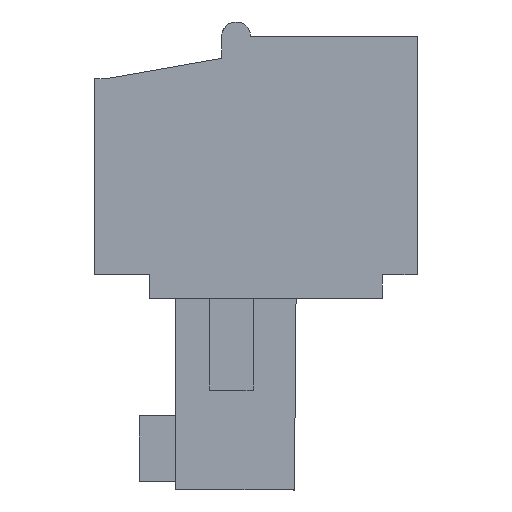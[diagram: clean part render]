
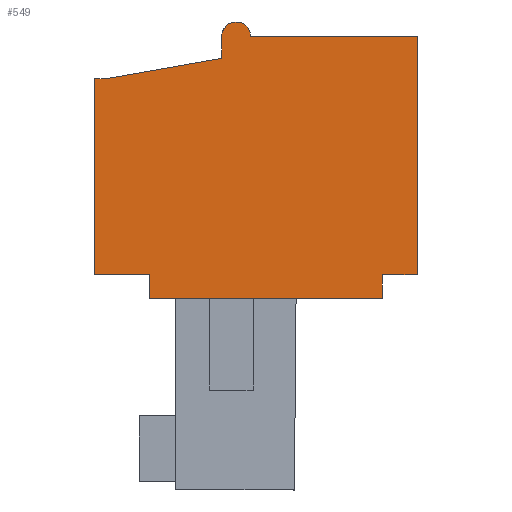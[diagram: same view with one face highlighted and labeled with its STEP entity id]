
A CAD part, left-side view. The second image highlights one B-rep face of the part: STEP entity #549.
In plain terms, the highlighted planar face has unit normal (-1, 0, 0).
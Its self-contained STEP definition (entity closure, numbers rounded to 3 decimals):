
#465=AXIS2_PLACEMENT_3D('Plane Axis2P3D',#462,#463,#464) ;
#483=AXIS2_PLACEMENT_3D('Circle Axis2P3D',#481,#482,$) ;
#40=CARTESIAN_POINT('Vertex',(0.,1.2,7.4)) ;
#45=CARTESIAN_POINT('Line Origine',(0.,1.2,7.)) ;
#49=CARTESIAN_POINT('Vertex',(0.,1.2,6.6)) ;
#390=CARTESIAN_POINT('Vertex',(0.,0.,7.4)) ;
#393=CARTESIAN_POINT('Line Origine',(0.,0.6,7.4)) ;
#462=CARTESIAN_POINT('Axis2P3D Location',(0.,0.,0.)) ;
#467=CARTESIAN_POINT('Line Origine',(0.,0.,11.5)) ;
#471=CARTESIAN_POINT('Vertex',(0.,0.,15.6)) ;
#474=CARTESIAN_POINT('Line Origine',(0.,2.865,15.6)) ;
#478=CARTESIAN_POINT('Vertex',(0.,5.73,15.6)) ;
#481=CARTESIAN_POINT('Axis2P3D Location',(0.,6.23,15.6)) ;
#485=CARTESIAN_POINT('Vertex',(0.,6.73,15.6)) ;
#488=CARTESIAN_POINT('Line Origine',(0.,6.73,15.225)) ;
#492=CARTESIAN_POINT('Vertex',(0.,6.73,14.85)) ;
#495=CARTESIAN_POINT('Line Origine',(0.,8.715,14.5)) ;
#499=CARTESIAN_POINT('Vertex',(0.,10.7,14.15)) ;
#502=CARTESIAN_POINT('Line Origine',(0.,10.9,14.15)) ;
#506=CARTESIAN_POINT('Vertex',(0.,11.1,14.15)) ;
#509=CARTESIAN_POINT('Line Origine',(0.,11.1,10.775)) ;
#513=CARTESIAN_POINT('Vertex',(0.,11.1,7.4)) ;
#516=CARTESIAN_POINT('Line Origine',(0.,10.15,7.4)) ;
#520=CARTESIAN_POINT('Vertex',(0.,9.2,7.4)) ;
#523=CARTESIAN_POINT('Line Origine',(0.,9.2,7.)) ;
#527=CARTESIAN_POINT('Vertex',(0.,9.2,6.6)) ;
#530=CARTESIAN_POINT('Line Origine',(0.,5.2,6.6)) ;
#46=DIRECTION('Vector Direction',(0.,0.,-1.)) ;
#394=DIRECTION('Vector Direction',(0.,1.,0.)) ;
#463=DIRECTION('Axis2P3D Direction',(-1.,0.,0.)) ;
#464=DIRECTION('Axis2P3D XDirection',(0.,0.,1.)) ;
#468=DIRECTION('Vector Direction',(0.,0.,-1.)) ;
#475=DIRECTION('Vector Direction',(0.,-1.,0.)) ;
#482=DIRECTION('Axis2P3D Direction',(-1.,0.,0.)) ;
#489=DIRECTION('Vector Direction',(0.,0.,1.)) ;
#496=DIRECTION('Vector Direction',(0.,-0.985,0.174)) ;
#503=DIRECTION('Vector Direction',(0.,-1.,0.)) ;
#510=DIRECTION('Vector Direction',(0.,0.,1.)) ;
#517=DIRECTION('Vector Direction',(0.,1.,0.)) ;
#524=DIRECTION('Vector Direction',(0.,0.,1.)) ;
#531=DIRECTION('Vector Direction',(0.,1.,0.)) ;
#47=VECTOR('Line Direction',#46,1.) ;
#395=VECTOR('Line Direction',#394,1.) ;
#469=VECTOR('Line Direction',#468,1.) ;
#476=VECTOR('Line Direction',#475,1.) ;
#490=VECTOR('Line Direction',#489,1.) ;
#497=VECTOR('Line Direction',#496,1.) ;
#504=VECTOR('Line Direction',#503,1.) ;
#511=VECTOR('Line Direction',#510,1.) ;
#518=VECTOR('Line Direction',#517,1.) ;
#525=VECTOR('Line Direction',#524,1.) ;
#532=VECTOR('Line Direction',#531,1.) ;
#536=ORIENTED_EDGE('',*,*,#473,.T.) ;
#537=ORIENTED_EDGE('',*,*,#480,.T.) ;
#538=ORIENTED_EDGE('',*,*,#487,.T.) ;
#539=ORIENTED_EDGE('',*,*,#494,.T.) ;
#540=ORIENTED_EDGE('',*,*,#501,.T.) ;
#541=ORIENTED_EDGE('',*,*,#508,.T.) ;
#542=ORIENTED_EDGE('',*,*,#515,.T.) ;
#543=ORIENTED_EDGE('',*,*,#522,.T.) ;
#544=ORIENTED_EDGE('',*,*,#529,.T.) ;
#545=ORIENTED_EDGE('',*,*,#534,.T.) ;
#546=ORIENTED_EDGE('',*,*,#51,.T.) ;
#547=ORIENTED_EDGE('',*,*,#397,.T.) ;
#549=ADVANCED_FACE('HOUSING',(#548),#466,.T.) ;
#484=CIRCLE('generated circle',#483,0.5) ;
#51=EDGE_CURVE('',#50,#41,#48,.F.) ;
#397=EDGE_CURVE('',#41,#391,#396,.F.) ;
#473=EDGE_CURVE('',#391,#472,#470,.F.) ;
#480=EDGE_CURVE('',#472,#479,#477,.F.) ;
#487=EDGE_CURVE('',#479,#486,#484,.T.) ;
#494=EDGE_CURVE('',#486,#493,#491,.F.) ;
#501=EDGE_CURVE('',#493,#500,#498,.F.) ;
#508=EDGE_CURVE('',#500,#507,#505,.F.) ;
#515=EDGE_CURVE('',#507,#514,#512,.F.) ;
#522=EDGE_CURVE('',#514,#521,#519,.F.) ;
#529=EDGE_CURVE('',#521,#528,#526,.F.) ;
#534=EDGE_CURVE('',#528,#50,#533,.F.) ;
#535=EDGE_LOOP('',(#536,#537,#538,#539,#540,#541,#542,#543,#544,#545,#546,#547)) ;
#548=FACE_OUTER_BOUND('',#535,.T.) ;
#48=LINE('Line',#45,#47) ;
#396=LINE('Line',#393,#395) ;
#470=LINE('Line',#467,#469) ;
#477=LINE('Line',#474,#476) ;
#491=LINE('Line',#488,#490) ;
#498=LINE('Line',#495,#497) ;
#505=LINE('Line',#502,#504) ;
#512=LINE('Line',#509,#511) ;
#519=LINE('Line',#516,#518) ;
#526=LINE('Line',#523,#525) ;
#533=LINE('Line',#530,#532) ;
#466=PLANE('',#465) ;
#41=VERTEX_POINT('',#40) ;
#50=VERTEX_POINT('',#49) ;
#391=VERTEX_POINT('',#390) ;
#472=VERTEX_POINT('',#471) ;
#479=VERTEX_POINT('',#478) ;
#486=VERTEX_POINT('',#485) ;
#493=VERTEX_POINT('',#492) ;
#500=VERTEX_POINT('',#499) ;
#507=VERTEX_POINT('',#506) ;
#514=VERTEX_POINT('',#513) ;
#521=VERTEX_POINT('',#520) ;
#528=VERTEX_POINT('',#527) ;
